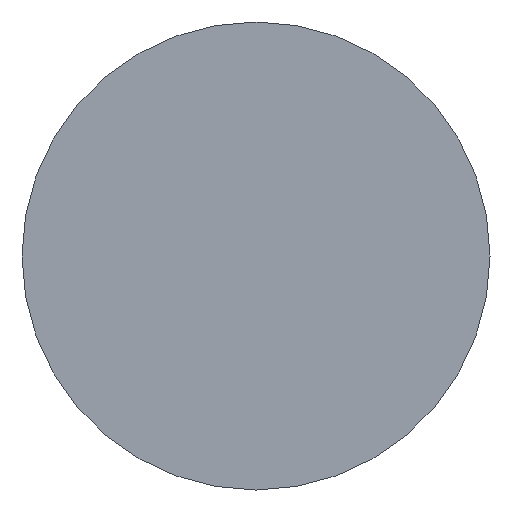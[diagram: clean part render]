
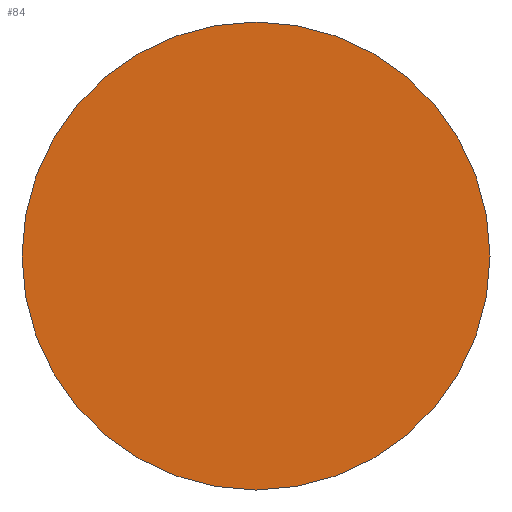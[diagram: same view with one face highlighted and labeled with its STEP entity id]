
A CAD part, left-side view. The second image highlights one B-rep face of the part: STEP entity #84.
In plain terms, the highlighted planar face has unit normal (-1, 0, 0).
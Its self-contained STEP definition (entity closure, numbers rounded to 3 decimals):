
#23 = DIRECTION ( 'NONE',  ( 0., 0., -1. ) ) ;
#39 = ORIENTED_EDGE ( 'NONE', *, *, #124, .T. ) ;
#41 = DIRECTION ( 'NONE',  ( 1., 0., 0. ) ) ;
#45 = DIRECTION ( 'NONE',  ( 0., 0., 1. ) ) ;
#46 = CARTESIAN_POINT ( 'NONE',  ( -11., 0., -3.1 ) ) ;
#61 = AXIS2_PLACEMENT_3D ( 'NONE', #140, #41, #23 ) ;
#78 = ORIENTED_EDGE ( 'NONE', *, *, #118, .T. ) ;
#84 = ADVANCED_FACE ( 'NONE', ( #183 ), #91, .F. ) ;
#91 = PLANE ( 'NONE',  #61 ) ;
#118 = EDGE_CURVE ( 'NONE', #210, #156, #227, .T. ) ;
#123 = CARTESIAN_POINT ( 'NONE',  ( -11., 0., 0. ) ) ;
#124 = EDGE_CURVE ( 'NONE', #156, #210, #179, .T. ) ;
#128 = DIRECTION ( 'NONE',  ( -1., 0., 0. ) ) ;
#133 = AXIS2_PLACEMENT_3D ( 'NONE', #123, #216, #194 ) ;
#140 = CARTESIAN_POINT ( 'NONE',  ( -11., 0., -3.1 ) ) ;
#152 = EDGE_LOOP ( 'NONE', ( #78, #39 ) ) ;
#156 = VERTEX_POINT ( 'NONE', #46 ) ;
#171 = CARTESIAN_POINT ( 'NONE',  ( -11., 0., 0. ) ) ;
#179 = CIRCLE ( 'NONE', #189, 3.1 ) ;
#183 = FACE_OUTER_BOUND ( 'NONE', #152, .T. ) ;
#189 = AXIS2_PLACEMENT_3D ( 'NONE', #171, #128, #45 ) ;
#194 = DIRECTION ( 'NONE',  ( 0., 0., 1. ) ) ;
#205 = CARTESIAN_POINT ( 'NONE',  ( -11., 0., 3.1 ) ) ;
#210 = VERTEX_POINT ( 'NONE', #205 ) ;
#216 = DIRECTION ( 'NONE',  ( -1., 0., 0. ) ) ;
#227 = CIRCLE ( 'NONE', #133, 3.1 ) ;
